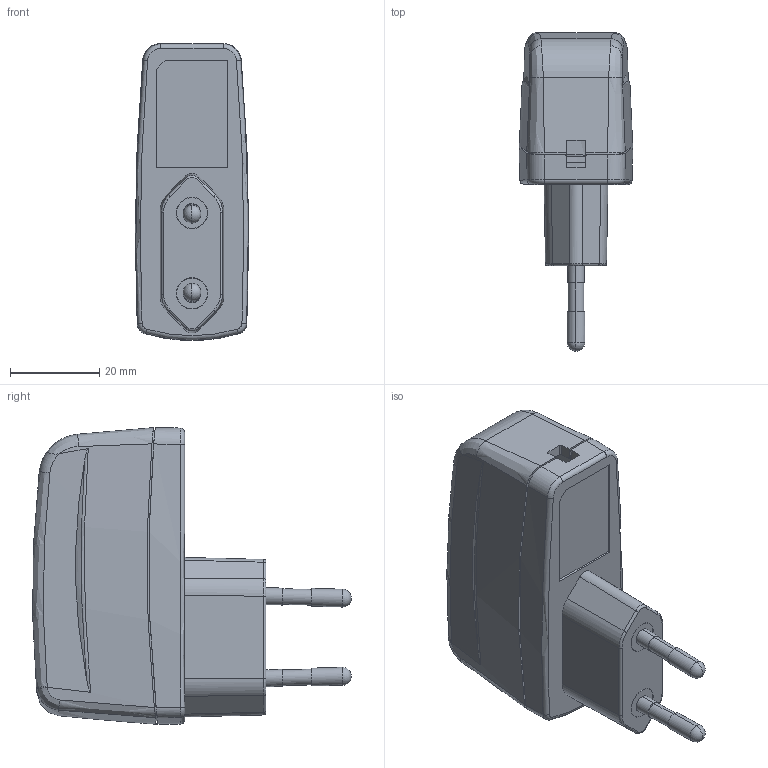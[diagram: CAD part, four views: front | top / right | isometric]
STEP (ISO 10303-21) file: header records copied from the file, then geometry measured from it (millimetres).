
FILE_DESCRIPTION((''),'2;1');
FILE_NAME('GT_86060_06VV_W2E_EU_ASM','2020-11-30T15:29:53',('rd05'),(''),'CREO PARAMETRIC BY PTC INC, 2018050','CREO PARAMETRIC BY PTC INC, 2018050','');
FILE_SCHEMA(('CONFIG_CONTROL_DESIGN','GEOMETRIC_VALIDATION_PROPERTIES_MIM'));
Length unit declared in the file: millimetre
Products named in the file (5): TOP_25; UP-BOT_12; UP-PIN_5; GT_86060_06VV_W2E_ASM; GT_86060_06VV_W2E_EU_ASM
Assembly tree (4 placements, depth 3):
  GT_86060_06VV_W2E_EU_ASM
    GT_86060_06VV_W2E_ASM
      TOP_25
      UP-BOT_12
      UP-PIN_5
Bounding box: 25.43 x 71.38 x 66.47 mm (x, y, z)
Volume: 20309.3 mm3; surface area: 22345.2 mm2
Topology: 3 solids, 3 shells, 408 faces, 1053 edges, 684 vertices
Faces by surface type: plane 172, cylinder 124, cone 47, bspline 32, torus 21, extrusion 8, sphere 4
Entity records: 15478 total; most frequent: CARTESIAN_POINT 5823, ORIENTED_EDGE 2098, DIRECTION 1704, EDGE_CURVE 1049, VERTEX_POINT 684, AXIS2_PLACEMENT_3D 614, VECTOR 476, LINE 468
